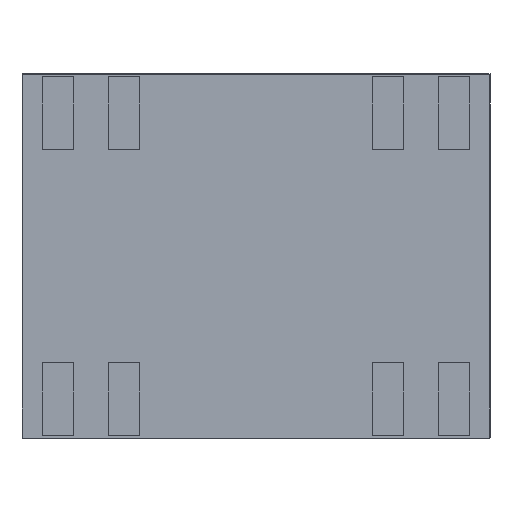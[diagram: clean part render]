
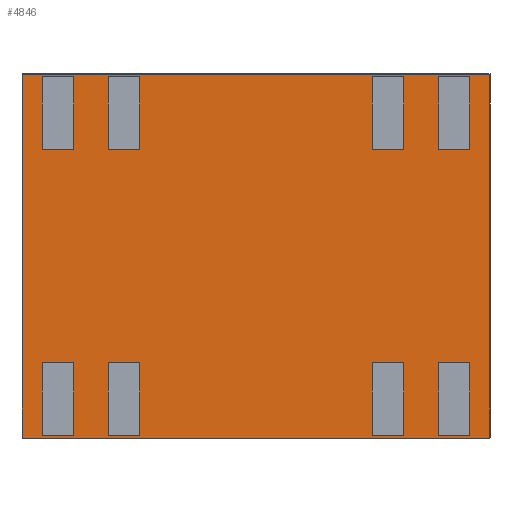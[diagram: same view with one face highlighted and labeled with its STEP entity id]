
A CAD part, front view. The second image highlights one B-rep face of the part: STEP entity #4846.
In plain terms, the highlighted face is planar.
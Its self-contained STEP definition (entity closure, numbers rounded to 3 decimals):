
#1313 = VERTEX_POINT ( 'NONE', #8152 ) ;
#1417 = DIRECTION ( 'NONE',  ( 0., -1., 0. ) ) ;
#1504 = CARTESIAN_POINT ( 'NONE',  ( 5.464, -2.318, 0. ) ) ;
#1572 = CARTESIAN_POINT ( 'NONE',  ( -3.536, -9.318, 0. ) ) ;
#1878 = EDGE_CURVE ( 'NONE', #11234, #15275, #4105, .T. ) ;
#2653 = ORIENTED_EDGE ( 'NONE', *, *, #1878, .T. ) ;
#2920 = ORIENTED_EDGE ( 'NONE', *, *, #4461, .T. ) ;
#3488 = VECTOR ( 'NONE', #10285, 1000. ) ;
#3838 = CARTESIAN_POINT ( 'NONE',  ( -3.536, -9.318, 0. ) ) ;
#3933 = EDGE_CURVE ( 'NONE', #15275, #1313, #13283, .T. ) ;
#4105 = LINE ( 'NONE', #1504, #13666 ) ;
#4311 = EDGE_CURVE ( 'NONE', #17392, #11234, #8953, .T. ) ;
#4360 = PLANE ( 'NONE',  #17226 ) ;
#4461 = EDGE_CURVE ( 'NONE', #1313, #17392, #10741, .T. ) ;
#4701 = DIRECTION ( 'NONE',  ( -1., 0., 0. ) ) ;
#4766 = VECTOR ( 'NONE', #4701, 1000. ) ;
#4846 = ADVANCED_FACE ( 'NONE', ( #12417 ), #4360, .T. ) ;
#6269 = CARTESIAN_POINT ( 'NONE',  ( -3.536, -2.318, 0. ) ) ;
#7046 = DIRECTION ( 'NONE',  ( 0., 0., -1. ) ) ;
#8152 = CARTESIAN_POINT ( 'NONE',  ( -3.536, -9.318, 0. ) ) ;
#8953 = LINE ( 'NONE', #6269, #3488 ) ;
#8996 = CARTESIAN_POINT ( 'NONE',  ( -3.536, -2.318, 0. ) ) ;
#10285 = DIRECTION ( 'NONE',  ( 1., 0., 0. ) ) ;
#10418 = ORIENTED_EDGE ( 'NONE', *, *, #4311, .T. ) ;
#10544 = EDGE_LOOP ( 'NONE', ( #2920, #10418, #2653, #11073 ) ) ;
#10741 = LINE ( 'NONE', #3838, #16929 ) ;
#11073 = ORIENTED_EDGE ( 'NONE', *, *, #3933, .T. ) ;
#11234 = VERTEX_POINT ( 'NONE', #14819 ) ;
#12417 = FACE_OUTER_BOUND ( 'NONE', #10544, .T. ) ;
#12501 = DIRECTION ( 'NONE',  ( 0., -1., 0. ) ) ;
#13283 = LINE ( 'NONE', #14636, #4766 ) ;
#13605 = CARTESIAN_POINT ( 'NONE',  ( 5.464, -9.318, 0. ) ) ;
#13666 = VECTOR ( 'NONE', #1417, 1000. ) ;
#14636 = CARTESIAN_POINT ( 'NONE',  ( 5.464, -9.318, 0. ) ) ;
#14765 = DIRECTION ( 'NONE',  ( 0., 1., 0. ) ) ;
#14819 = CARTESIAN_POINT ( 'NONE',  ( 5.464, -2.318, 0. ) ) ;
#15275 = VERTEX_POINT ( 'NONE', #13605 ) ;
#16929 = VECTOR ( 'NONE', #14765, 1000. ) ;
#17226 = AXIS2_PLACEMENT_3D ( 'NONE', #1572, #7046, #12501 ) ;
#17392 = VERTEX_POINT ( 'NONE', #8996 ) ;
